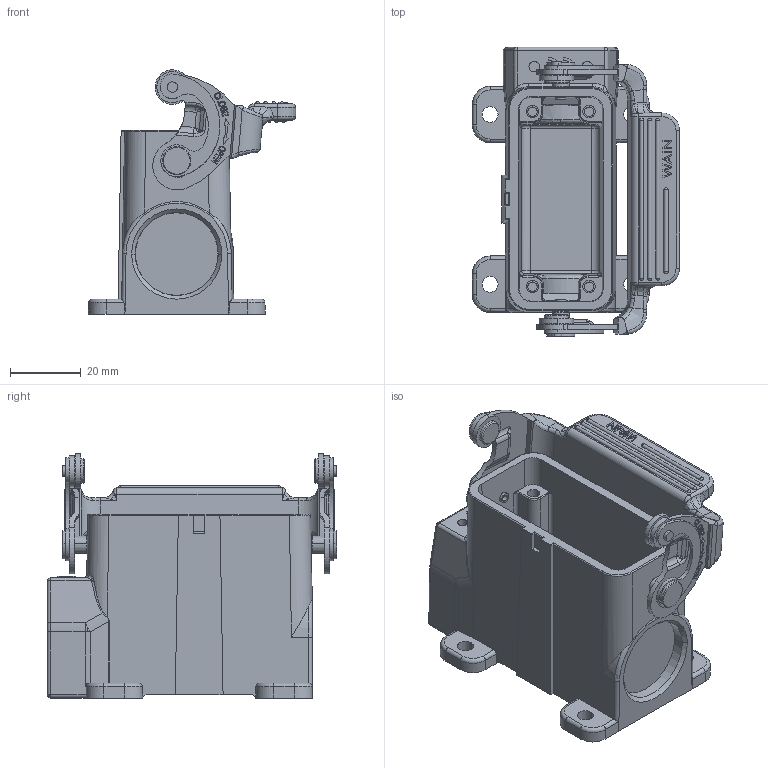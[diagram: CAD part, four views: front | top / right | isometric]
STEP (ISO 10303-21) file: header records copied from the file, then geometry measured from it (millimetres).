
FILE_DESCRIPTION((''),'2;1');
FILE_NAME('PRT0016','2024-01-19T',('11539'),(''),'PRO/ENGINEER BY PARAMETRIC TECHNOLOGY CORPORATION, 2012480','PRO/ENGINEER BY PARAMETRIC TECHNOLOGY CORPORATION, 2012480','');
FILE_SCHEMA(('CONFIG_CONTROL_DESIGN'));
Length unit declared in the file: millimetre
Products named in the file (1): PRT0016
Bounding box: 58.61 x 81.95 x 69.1 mm (x, y, z)
Volume: 59458 mm3; surface area: 31798.4 mm2
Topology: 1 solids, 14 shells, 1143 faces, 3054 edges, 1987 vertices
Faces by surface type: plane 470, cylinder 277, extrusion 214, bspline 90, torus 38, sphere 28, cone 26
Entity records: 42620 total; most frequent: CARTESIAN_POINT 15652, ORIENTED_EDGE 6044, DIRECTION 4681, EDGE_CURVE 3022, VERTEX_POINT 1987, VECTOR 1743, LINE 1529, AXIS2_PLACEMENT_3D 1469
